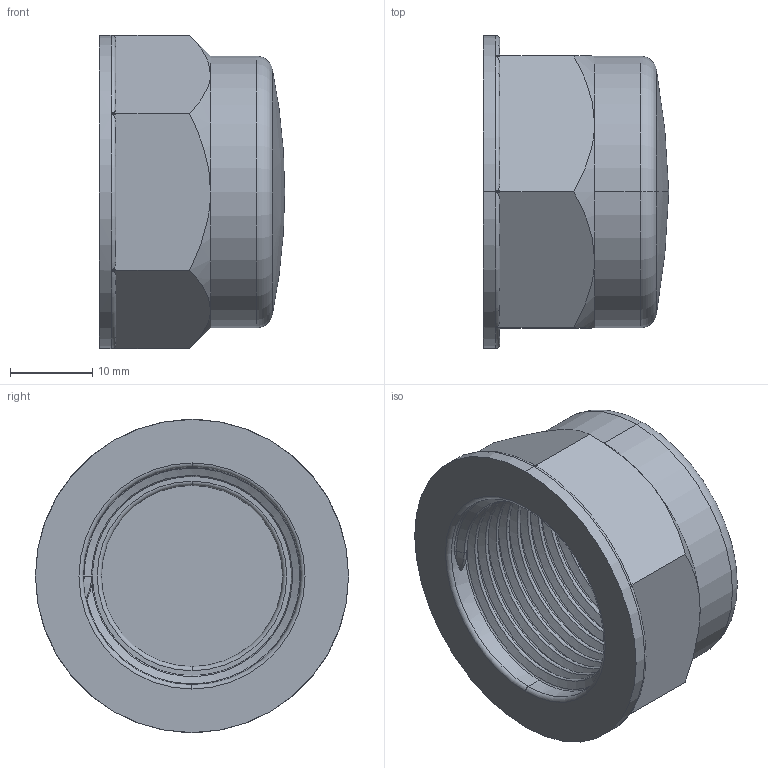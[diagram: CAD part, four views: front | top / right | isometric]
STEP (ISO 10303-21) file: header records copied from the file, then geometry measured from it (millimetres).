
FILE_DESCRIPTION (( 'STEP AP203' ), '1' );
FILE_NAME ('00180_0505.STEP', '2017-05-17T12:47:33', ( '' ), ( '' ), 'SwSTEP 2.0', 'SolidWorks 2011', '' );
FILE_SCHEMA (( 'CONFIG_CONTROL_DESIGN' ));
Length unit declared in the file: millimetre
Products named in the file (1): 00180_0505
Bounding box: 22.5 x 38 x 38.11 mm (x, y, z)
Volume: 10570.9 mm3; surface area: 6737.6 mm2
Topology: 1 solids, 1 shells, 75 faces, 196 edges, 125 vertices
Faces by surface type: cylinder 23, plane 21, torus 15, cone 9, bspline 5, sphere 2
Entity records: 6820 total; most frequent: CARTESIAN_POINT 5062, ORIENTED_EDGE 392, DIRECTION 320, EDGE_CURVE 196, AXIS2_PLACEMENT_3D 129, VERTEX_POINT 125, EDGE_LOOP 77, FACE_OUTER_BOUND 75
